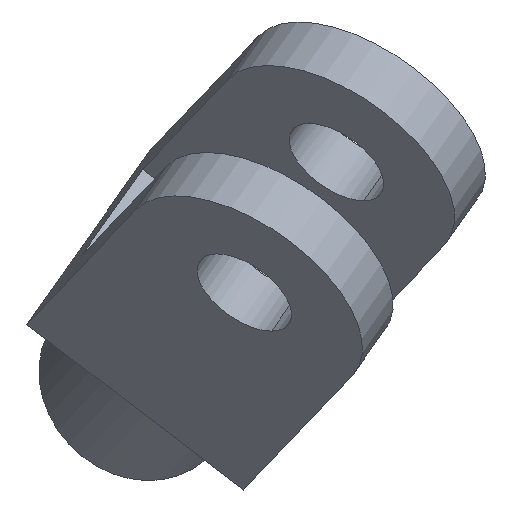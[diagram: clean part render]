
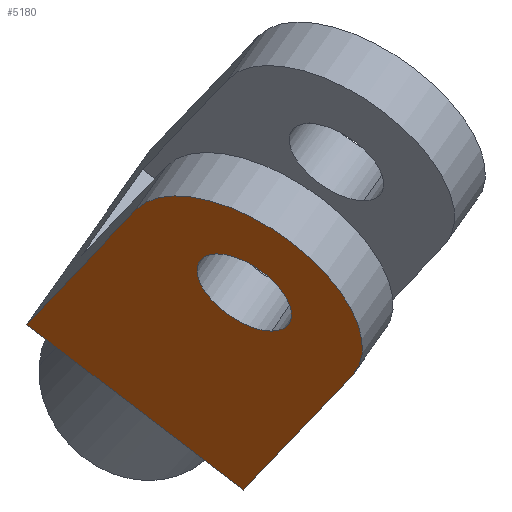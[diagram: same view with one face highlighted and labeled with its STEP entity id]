
A CAD part, front view. The second image highlights one B-rep face of the part: STEP entity #5180.
In plain terms, the highlighted planar face has unit normal (-0.5, -0.5, -0.707).
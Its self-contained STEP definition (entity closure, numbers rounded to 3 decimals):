
#1750=CARTESIAN_POINT('',(-63.313,-720.215,
528.582));
#1760=VERTEX_POINT('',#1750);
#1920=CARTESIAN_POINT('',(-71.313,-728.215,
539.896));
#1930=VERTEX_POINT('',#1920);
#1960=CARTESIAN_POINT('',(-67.313,-724.215,
534.239));
#1970=DIRECTION('',(0.5,0.5,0.707
));
#1980=DIRECTION('',(-0.5,-0.5,
0.707));
#1990=AXIS2_PLACEMENT_3D('',#1960,#1970,#1980);
#2000=CIRCLE('',#1990,8.);
#2010=EDGE_CURVE('',#1930,#1760,#2000,.T.);
#2170=CARTESIAN_POINT('',(-99.146,-685.737,
529.54));
#2180=VERTEX_POINT('',#2170);
#2210=CARTESIAN_POINT('',(-99.146,-685.737,
529.54));
#2220=DIRECTION('',(0.793,0.063,
-0.605));
#2230=VECTOR('',#2220,1.);
#2240=LINE('',#2210,#2230);
#2250=CARTESIAN_POINT('',(-67.408,-683.228,
505.324));
#2260=VERTEX_POINT('',#2250);
#2270=EDGE_CURVE('',#2180,#2260,#2240,.T.);
#3270=CARTESIAN_POINT('',(-83.182,-725.469,
546.347));
#3280=VERTEX_POINT('',#3270);
#3310=CARTESIAN_POINT('',(-83.182,-725.469,
546.347));
#3320=DIRECTION('',(-0.347,0.864,
-0.365));
#3330=VECTOR('',#3320,1.);
#3340=LINE('',#3310,#3330);
#3350=EDGE_CURVE('',#3280,#2180,#3340,.T.);
#3810=CARTESIAN_POINT('',(-67.408,-683.228,
505.324));
#3820=DIRECTION('',(0.347,-0.864,
0.365));
#3830=VECTOR('',#3820,1.);
#3840=LINE('',#3810,#3830);
#3850=CARTESIAN_POINT('',(-51.444,-722.961,
522.131));
#3860=VERTEX_POINT('',#3850);
#3870=EDGE_CURVE('',#2260,#3860,#3840,.T.);
#4910=CARTESIAN_POINT('',(-67.313,-724.215,
534.239));
#4920=DIRECTION('',(-0.5,-0.5,
-0.707));
#4930=DIRECTION('',(0.793,0.063,
-0.605));
#4940=AXIS2_PLACEMENT_3D('',#4910,#4920,#4930);
#4950=CIRCLE('',#4940,20.);
#4960=EDGE_CURVE('',#3860,#3280,#4950,.T.);
#5020=CARTESIAN_POINT('',(-9.,-9.,-12.728));
#5030=DIRECTION('',(-0.5,-0.5,
-0.707));
#5040=DIRECTION('',(0.707,-0.707,
0.));
#5050=AXIS2_PLACEMENT_3D('',#5020,#5030,#5040);
#5060=PLANE('',#5050);
#5070=ORIENTED_EDGE('',*,*,#3350,.T.);
#5080=ORIENTED_EDGE('',*,*,#4960,.T.);
#5090=ORIENTED_EDGE('',*,*,#3870,.T.);
#5100=ORIENTED_EDGE('',*,*,#2270,.T.);
#5110=EDGE_LOOP('',(#5100,#5090,#5080,#5070));
#5120=FACE_OUTER_BOUND('',#5110,.T.);
#5130=EDGE_CURVE('',#1760,#1930,#2000,.T.);
#5140=ORIENTED_EDGE('',*,*,#5130,.T.);
#5150=ORIENTED_EDGE('',*,*,#2010,.T.);
#5160=EDGE_LOOP('',(#5150,#5140));
#5170=FACE_BOUND('',#5160,.T.);
#5180=ADVANCED_FACE('',(#5120,#5170),#5060,.T.);
